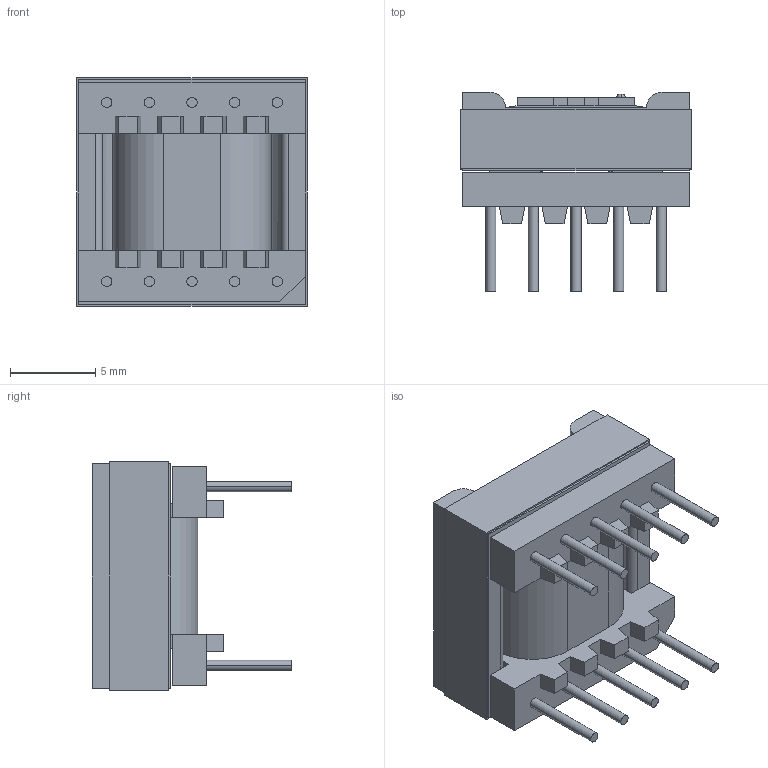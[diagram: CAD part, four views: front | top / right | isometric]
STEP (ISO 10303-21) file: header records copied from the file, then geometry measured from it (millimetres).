
FILE_DESCRIPTION(('CATIA V5 STEP Exchange','CAx-IF Rec.Pracs.--- Model Styling and Organization---1.5--- 2016-08-15','CAx-IF Rec.Pracs.---Supplemental Geometry---1.0---2011-11-01','CAx-IF Rec.Pracs.--- Composite Materials ---3.4---2017-06-13','CAx-IF Rec.Pracs.---Tessellated 3D Geometry---1.0---2015-12-17'),'2;1');
FILE_NAME('User Library-EPC13(5+5).stp','2022-05-25T18:09:19+00:00',('none'),('none'),'CATIA Version 5-6 Release 2021','CATIA V5 STEP AP242 v2','none');
FILE_SCHEMA(('AP242_MANAGED_MODEL_BASED_3D_ENGINEERING_MIM_LF {1 0 10303 442 1 1 4}'));
Length unit declared in the file: millimetre
Products named in the file (1): User Library-EPC13(5+5)
Bounding box: 13.5 x 11.7 x 13.4 mm (x, y, z)
Volume: 932.6 mm3; surface area: 1931.5 mm2
Topology: 13 solids, 13 shells, 182 faces, 452 edges, 297 vertices
Faces by surface type: plane 128, cylinder 52, torus 2
Entity records: 5410 total; most frequent: CARTESIAN_POINT 1075, ORIENTED_EDGE 904, DIRECTION 801, EDGE_CURVE 452, VECTOR 342, LINE 342, VERTEX_POINT 297, AXIS2_PLACEMENT_3D 278
